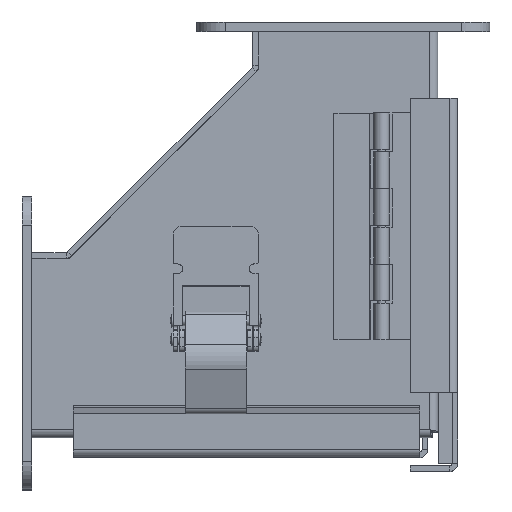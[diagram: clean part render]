
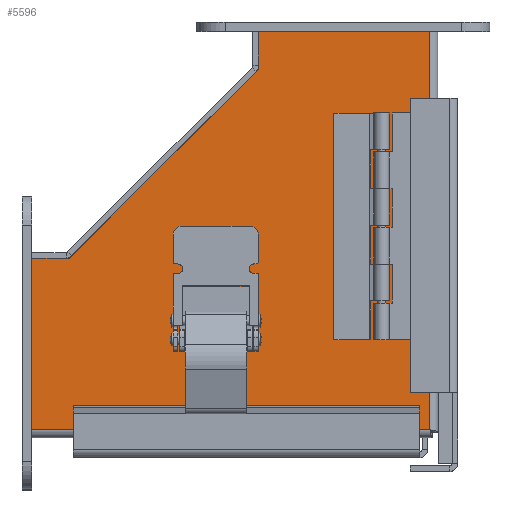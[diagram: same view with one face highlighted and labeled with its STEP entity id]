
A CAD part, top view. The second image highlights one B-rep face of the part: STEP entity #5596.
In plain terms, the highlighted face is planar.
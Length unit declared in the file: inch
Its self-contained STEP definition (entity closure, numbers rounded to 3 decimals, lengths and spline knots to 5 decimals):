
#227=PLANE('',#5940);
#465=FACE_OUTER_BOUND('',#791,.T.);
#791=EDGE_LOOP('',(#3832,#3833,#3834,#3835,#3836,#3837,#3838));
#1339=LINE('',#8103,#1918);
#1355=LINE('',#8180,#1934);
#1371=LINE('',#8242,#1950);
#1376=LINE('',#8253,#1955);
#1377=LINE('',#8255,#1956);
#1378=LINE('',#8257,#1957);
#1379=LINE('',#8258,#1958);
#1918=VECTOR('',#6457,5.26975);
#1934=VECTOR('',#6491,5.26925);
#1950=VECTOR('',#6527,2.26925);
#1955=VECTOR('',#6536,0.5);
#1956=VECTOR('',#6537,3.53553);
#1957=VECTOR('',#6538,0.5);
#1958=VECTOR('',#6539,2.26975);
#2498=VERTEX_POINT('',#8100);
#2499=VERTEX_POINT('',#8102);
#2510=VERTEX_POINT('',#8179);
#2519=VERTEX_POINT('',#8240);
#2523=VERTEX_POINT('',#8252);
#2524=VERTEX_POINT('',#8254);
#2525=VERTEX_POINT('',#8256);
#2990=EDGE_CURVE('',#2499,#2498,#1339,.T.);
#3010=EDGE_CURVE('',#2510,#2499,#1355,.T.);
#3029=EDGE_CURVE('',#2498,#2519,#1371,.T.);
#3034=EDGE_CURVE('',#2519,#2523,#1376,.T.);
#3035=EDGE_CURVE('',#2523,#2524,#1377,.T.);
#3036=EDGE_CURVE('',#2524,#2525,#1378,.T.);
#3037=EDGE_CURVE('',#2525,#2510,#1379,.T.);
#3832=ORIENTED_EDGE('',*,*,#2990,.T.);
#3833=ORIENTED_EDGE('',*,*,#3029,.T.);
#3834=ORIENTED_EDGE('',*,*,#3034,.T.);
#3835=ORIENTED_EDGE('',*,*,#3035,.T.);
#3836=ORIENTED_EDGE('',*,*,#3036,.T.);
#3837=ORIENTED_EDGE('',*,*,#3037,.T.);
#3838=ORIENTED_EDGE('',*,*,#3010,.T.);
#5596=ADVANCED_FACE('',(#465),#227,.F.);
#5940=AXIS2_PLACEMENT_3D('',#8251,#6534,#6535);
#6457=DIRECTION('',(1.,0.,0.));
#6491=DIRECTION('',(0.,1.,0.));
#6527=DIRECTION('',(0.,-1.,0.));
#6534=DIRECTION('center_axis',(0.,0.,1.));
#6535=DIRECTION('ref_axis',(1.,0.,0.));
#6536=DIRECTION('',(-1.,0.,0.));
#6537=DIRECTION('',(-0.707,-0.707,0.));
#6538=DIRECTION('',(0.,-1.,0.));
#6539=DIRECTION('',(-1.,0.,0.));
#8100=CARTESIAN_POINT('',(0.42105,4.40791,0.));
#8102=CARTESIAN_POINT('',(-4.8487,4.40791,0.));
#8103=CARTESIAN_POINT('',(-3.73846,4.40791,0.));
#8179=CARTESIAN_POINT('',(-4.8487,-0.86134,0.));
#8180=CARTESIAN_POINT('',(-4.8487,0.66316,0.));
#8240=CARTESIAN_POINT('',(0.42105,2.13866,0.));
#8242=CARTESIAN_POINT('',(0.42105,4.51316,0.));
#8251=CARTESIAN_POINT('Origin',(-2.62822,2.18766,0.));
#8252=CARTESIAN_POINT('',(-0.07895,2.13866,0.));
#8253=CARTESIAN_POINT('',(0.42105,2.13866,0.));
#8254=CARTESIAN_POINT('',(-2.57895,-0.36134,0.));
#8255=CARTESIAN_POINT('',(-0.07895,2.13866,0.));
#8256=CARTESIAN_POINT('',(-2.57895,-0.86134,0.));
#8257=CARTESIAN_POINT('',(-2.57895,-0.36134,0.));
#8258=CARTESIAN_POINT('',(-2.57895,-0.86134,0.));
